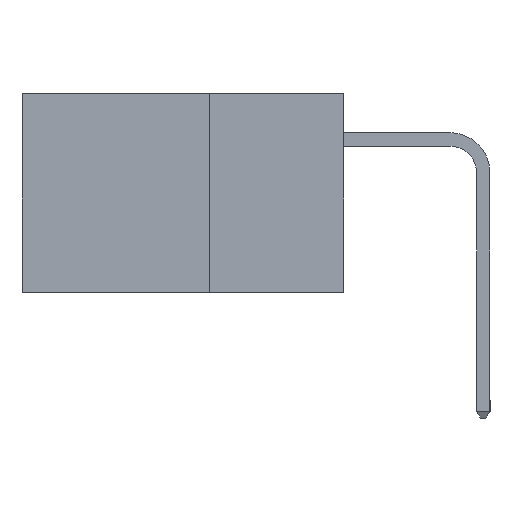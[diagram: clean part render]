
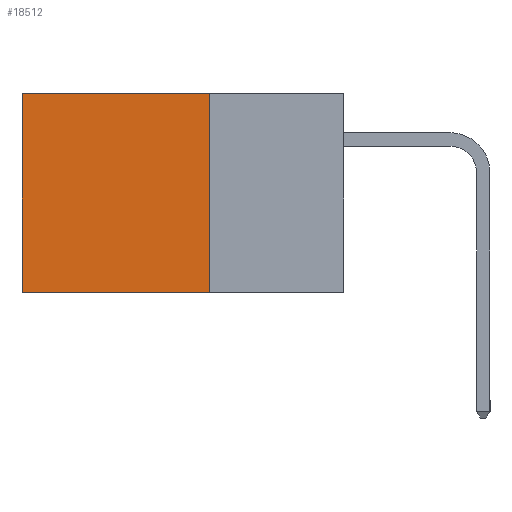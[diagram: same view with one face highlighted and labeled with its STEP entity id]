
A CAD part, left-side view. The second image highlights one B-rep face of the part: STEP entity #18512.
In plain terms, the highlighted planar face has unit normal (-1, 0, 0).
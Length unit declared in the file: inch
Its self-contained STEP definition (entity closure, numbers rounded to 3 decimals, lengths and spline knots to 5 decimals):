
#1515 = VECTOR ( 'NONE', #12624, 39.37008 ) ;
#3101 = EDGE_CURVE ( 'NONE', #3340, #15355, #19135, .T. ) ;
#3340 = VERTEX_POINT ( 'NONE', #5779 ) ;
#3795 = CARTESIAN_POINT ( 'NONE',  ( 0.2615, 0.25, -0.37 ) ) ;
#4094 = ORIENTED_EDGE ( 'NONE', *, *, #3101, .F. ) ;
#4178 = DIRECTION ( 'NONE',  ( 0., 0., -1. ) ) ;
#4530 = CARTESIAN_POINT ( 'NONE',  ( 0.2615, 0.6, -0.37 ) ) ;
#5182 = EDGE_CURVE ( 'NONE', #20208, #19023, #19025, .T. ) ;
#5659 = DIRECTION ( 'NONE',  ( 1., 0., 0. ) ) ;
#5779 = CARTESIAN_POINT ( 'NONE',  ( 0.2615, 0.25, 0. ) ) ;
#7478 = ORIENTED_EDGE ( 'NONE', *, *, #5182, .T. ) ;
#8653 = VECTOR ( 'NONE', #4178, 39.37008 ) ;
#9315 = CARTESIAN_POINT ( 'NONE',  ( 0.2615, 0.6, -0.37 ) ) ;
#9564 = FACE_OUTER_BOUND ( 'NONE', #18351, .T. ) ;
#9714 = CARTESIAN_POINT ( 'NONE',  ( 0.2615, 0.25, 0. ) ) ;
#10998 = EDGE_CURVE ( 'NONE', #3340, #20208, #21348, .T. ) ;
#11333 = LINE ( 'NONE', #20073, #1515 ) ;
#11598 = VECTOR ( 'NONE', #11682, 39.37008 ) ;
#11682 = DIRECTION ( 'NONE',  ( 0., 1., 0. ) ) ;
#12359 = ORIENTED_EDGE ( 'NONE', *, *, #18412, .F. ) ;
#12624 = DIRECTION ( 'NONE',  ( 0., 1., 0. ) ) ;
#13855 = AXIS2_PLACEMENT_3D ( 'NONE', #3795, #5659, #18530 ) ;
#13938 = ORIENTED_EDGE ( 'NONE', *, *, #10998, .T. ) ;
#14045 = CARTESIAN_POINT ( 'NONE',  ( 0.2615, 0.25, -0.37 ) ) ;
#14582 = DIRECTION ( 'NONE',  ( 0., 0., -1. ) ) ;
#14870 = PLANE ( 'NONE',  #13855 ) ;
#15355 = VERTEX_POINT ( 'NONE', #21472 ) ;
#18351 = EDGE_LOOP ( 'NONE', ( #7478, #12359, #4094, #13938 ) ) ;
#18412 = EDGE_CURVE ( 'NONE', #15355, #19023, #11333, .T. ) ;
#18512 = ADVANCED_FACE ( 'NONE', ( #9564 ), #14870, .F. ) ;
#18530 = DIRECTION ( 'NONE',  ( 0., 0., -1. ) ) ;
#18568 = VECTOR ( 'NONE', #14582, 39.37008 ) ;
#19023 = VERTEX_POINT ( 'NONE', #9315 ) ;
#19025 = LINE ( 'NONE', #4530, #8653 ) ;
#19135 = LINE ( 'NONE', #14045, #18568 ) ;
#20073 = CARTESIAN_POINT ( 'NONE',  ( 0.2615, 0.25, -0.37 ) ) ;
#20208 = VERTEX_POINT ( 'NONE', #23759 ) ;
#21348 = LINE ( 'NONE', #9714, #11598 ) ;
#21472 = CARTESIAN_POINT ( 'NONE',  ( 0.2615, 0.25, -0.37 ) ) ;
#23759 = CARTESIAN_POINT ( 'NONE',  ( 0.2615, 0.6, 0. ) ) ;
